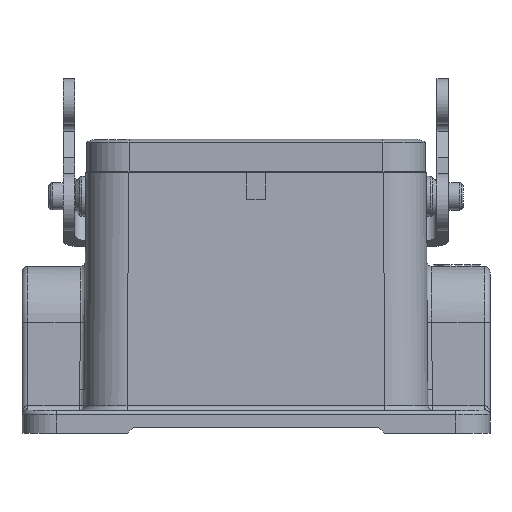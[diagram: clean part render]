
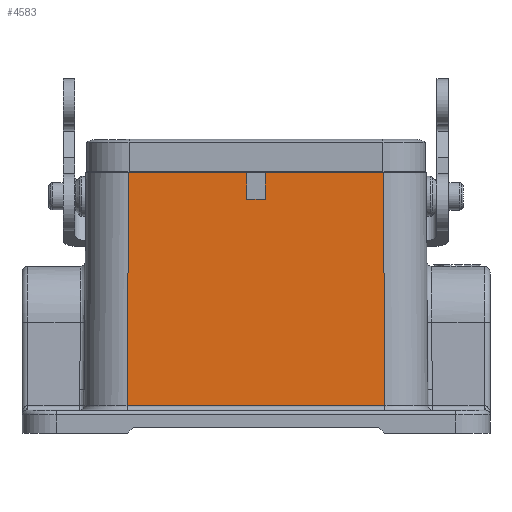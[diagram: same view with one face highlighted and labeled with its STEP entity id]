
A CAD part, front view. The second image highlights one B-rep face of the part: STEP entity #4583.
In plain terms, the highlighted planar face has unit normal (0, -1, 0.006).
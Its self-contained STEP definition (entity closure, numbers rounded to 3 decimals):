
#2256=CARTESIAN_POINT('',(22.3,-21.5,5.7));
#2257=VERTEX_POINT('',#2256);
#2258=CARTESIAN_POINT('',(1.6,-21.5,5.7));
#2259=VERTEX_POINT('',#2258);
#2260=CARTESIAN_POINT('',(22.3,-21.5,5.7));
#2261=DIRECTION('',(-1.0,0.0,0.0));
#2262=VECTOR('',#2261,20.7);
#2263=LINE('',#2260,#2262);
#2264=EDGE_CURVE('',#2257,#2259,#2263,.T.);
#2299=CARTESIAN_POINT('',(-22.3,-21.5,5.7));
#2300=VERTEX_POINT('',#2299);
#2308=CARTESIAN_POINT('',(-1.6,-21.5,5.7));
#2309=VERTEX_POINT('',#2308);
#2310=CARTESIAN_POINT('',(-1.6,-21.5,5.7));
#2311=DIRECTION('',(-1.0,0.0,0.0));
#2312=VECTOR('',#2311,20.7);
#2313=LINE('',#2310,#2312);
#2314=EDGE_CURVE('',#2309,#2300,#2313,.T.);
#4530=CARTESIAN_POINT('',(45.1,-21.75,-35.95));
#4531=DIRECTION('',(0.0,-1.,0.006));
#4532=DIRECTION('',(0.0,-0.006,-1.));
#4533=AXIS2_PLACEMENT_3D('',#4530,#4531,#4532);
#4534=PLANE('',#4533);
#4535=CARTESIAN_POINT('',(-22.594,-21.745,-35.155));
#4536=VERTEX_POINT('',#4535);
#4537=CARTESIAN_POINT('',(-22.3,-21.5,5.7));
#4538=DIRECTION('',(-0.007,-0.006,-1.));
#4539=VECTOR('',#4538,40.857);
#4540=LINE('',#4537,#4539);
#4541=EDGE_CURVE('',#2300,#4536,#4540,.T.);
#4542=ORIENTED_EDGE('',*,*,#4541,.T.);
#4543=CARTESIAN_POINT('',(22.594,-21.745,-35.155));
#4544=VERTEX_POINT('',#4543);
#4545=CARTESIAN_POINT('',(-22.594,-21.745,-35.155));
#4546=DIRECTION('',(1.0,0.0,0.0));
#4547=VECTOR('',#4546,45.189);
#4548=LINE('',#4545,#4547);
#4549=EDGE_CURVE('',#4536,#4544,#4548,.T.);
#4550=ORIENTED_EDGE('',*,*,#4549,.T.);
#4551=CARTESIAN_POINT('',(22.594,-21.745,-35.155));
#4552=DIRECTION('',(-0.007,0.006,1.));
#4553=VECTOR('',#4552,40.857);
#4554=LINE('',#4551,#4553);
#4555=EDGE_CURVE('',#4544,#2257,#4554,.T.);
#4556=ORIENTED_EDGE('',*,*,#4555,.T.);
#4557=ORIENTED_EDGE('',*,*,#2264,.T.);
#4558=CARTESIAN_POINT('',(1.6,-21.528,1.0));
#4559=VERTEX_POINT('',#4558);
#4560=CARTESIAN_POINT('',(1.6,-21.528,1.0));
#4561=DIRECTION('',(0.,0.006,1.));
#4562=VECTOR('',#4561,4.7);
#4563=LINE('',#4560,#4562);
#4564=EDGE_CURVE('',#4559,#2259,#4563,.T.);
#4565=ORIENTED_EDGE('',*,*,#4564,.F.);
#4566=CARTESIAN_POINT('',(-1.6,-21.528,1.0));
#4567=VERTEX_POINT('',#4566);
#4568=CARTESIAN_POINT('',(-1.6,-21.528,1.0));
#4569=DIRECTION('',(1.0,0.0,0.0));
#4570=VECTOR('',#4569,3.2);
#4571=LINE('',#4568,#4570);
#4572=EDGE_CURVE('',#4567,#4559,#4571,.T.);
#4573=ORIENTED_EDGE('',*,*,#4572,.F.);
#4574=CARTESIAN_POINT('',(-1.6,-21.5,5.7));
#4575=DIRECTION('',(0.,-0.006,-1.));
#4576=VECTOR('',#4575,4.7);
#4577=LINE('',#4574,#4576);
#4578=EDGE_CURVE('',#2309,#4567,#4577,.T.);
#4579=ORIENTED_EDGE('',*,*,#4578,.F.);
#4580=ORIENTED_EDGE('',*,*,#2314,.T.);
#4581=EDGE_LOOP('',(#4542,#4550,#4556,#4557,#4565,#4573,#4579,#4580));
#4582=FACE_OUTER_BOUND('',#4581,.T.);
#4583=ADVANCED_FACE('',(#4582),#4534,.T.);
